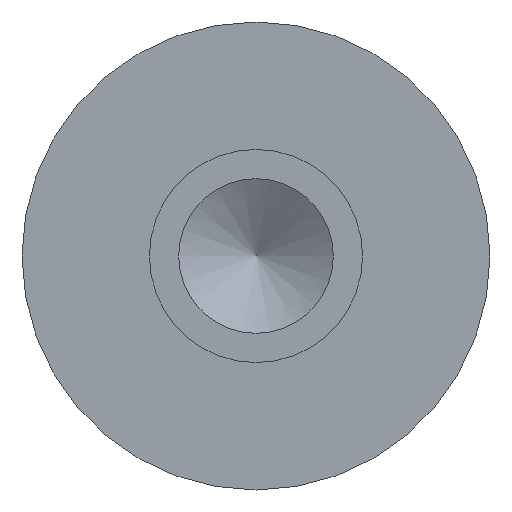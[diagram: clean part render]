
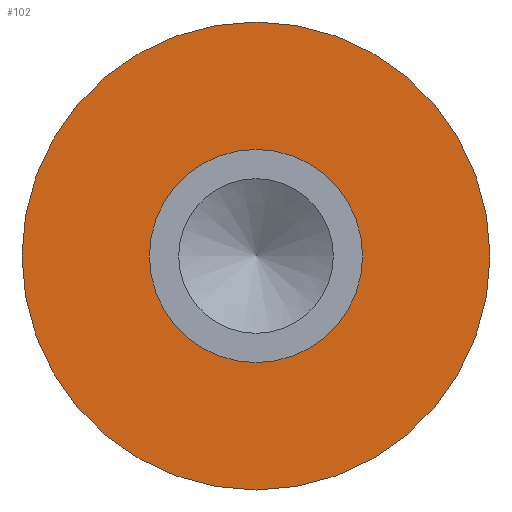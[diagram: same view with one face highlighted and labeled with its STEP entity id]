
A CAD part, front view. The second image highlights one B-rep face of the part: STEP entity #102.
In plain terms, the highlighted planar face has unit normal (0, -1, 0).
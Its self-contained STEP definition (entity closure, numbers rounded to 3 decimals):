
#52=FACE_BOUND('',#146,.T.);
#53=FACE_BOUND('',#147,.T.);
#102=ADVANCED_FACE('',(#52,#53),#121,.T.);
#121=PLANE('',#379);
#146=EDGE_LOOP('',(#238));
#147=EDGE_LOOP('',(#239));
#185=CIRCLE('',#376,1.275);
#186=CIRCLE('',#378,2.8);
#238=ORIENTED_EDGE('',*,*,#321,.T.);
#239=ORIENTED_EDGE('',*,*,#322,.F.);
#286=VERTEX_POINT('',#558);
#287=VERTEX_POINT('',#561);
#321=EDGE_CURVE('',#286,#286,#185,.T.);
#322=EDGE_CURVE('',#287,#287,#186,.T.);
#376=AXIS2_PLACEMENT_3D('',#557,#455,#456);
#378=AXIS2_PLACEMENT_3D('',#560,#459,#460);
#379=AXIS2_PLACEMENT_3D('',#562,#461,#462);
#455=DIRECTION('',(0.,1.,0.));
#456=DIRECTION('',(1.,0.,0.));
#459=DIRECTION('',(0.,1.,0.));
#460=DIRECTION('',(1.,0.,0.));
#461=DIRECTION('',(0.,-1.,0.));
#462=DIRECTION('',(0.,0.,1.));
#557=CARTESIAN_POINT('',(9.247,24.613,-1.749));
#558=CARTESIAN_POINT('',(10.522,24.613,-1.749));
#560=CARTESIAN_POINT('',(9.247,24.613,-1.749));
#561=CARTESIAN_POINT('',(12.047,24.613,-1.749));
#562=CARTESIAN_POINT('',(12.327,24.613,-4.829));
